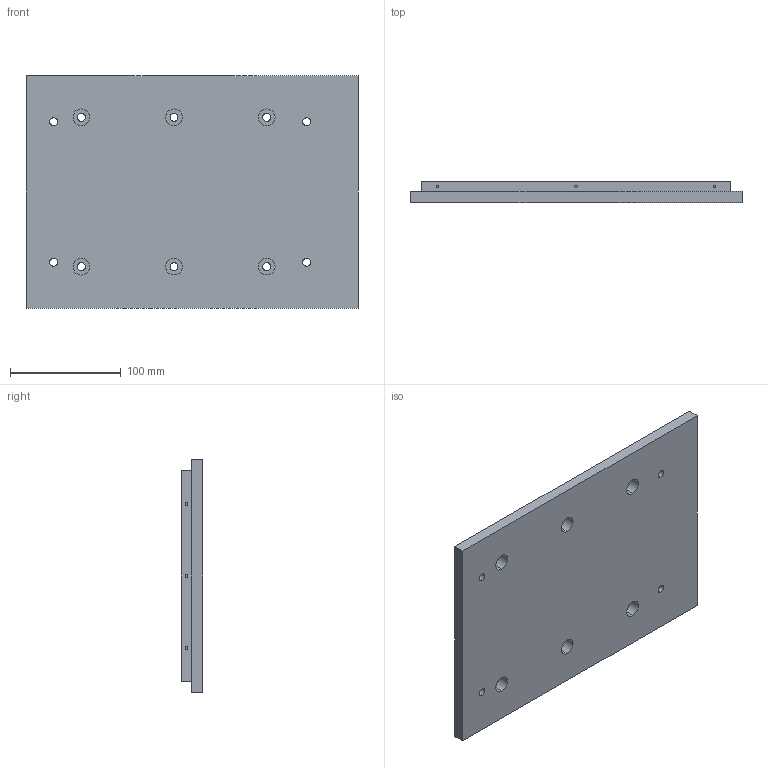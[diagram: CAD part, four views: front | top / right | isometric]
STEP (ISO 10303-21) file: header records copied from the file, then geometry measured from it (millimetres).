
FILE_DESCRIPTION (( 'STEP AP214' ), '1' );
FILE_NAME ('outer_base.step', '2019-07-10T20:27:39', ( '' ), ( '' ), 'SwSTEP 2.0', 'SolidWorks 2019', '' );
FILE_SCHEMA (( 'AUTOMOTIVE_DESIGN' ));
Length unit declared in the file: millimetre
Products named in the file (1): outer_base
Bounding box: 300 x 19.28 x 210 mm (x, y, z)
Volume: 1097265.4 mm3; surface area: 151351.1 mm2
Topology: 1 solids, 1 shells, 124 faces, 288 edges, 192 vertices
Faces by surface type: cylinder 76, plane 48
Entity records: 3678 total; most frequent: DIRECTION 690, CARTESIAN_POINT 605, ORIENTED_EDGE 576, EDGE_CURVE 288, AXIS2_PLACEMENT_3D 277, VERTEX_POINT 192, EDGE_LOOP 170, CIRCLE 152
